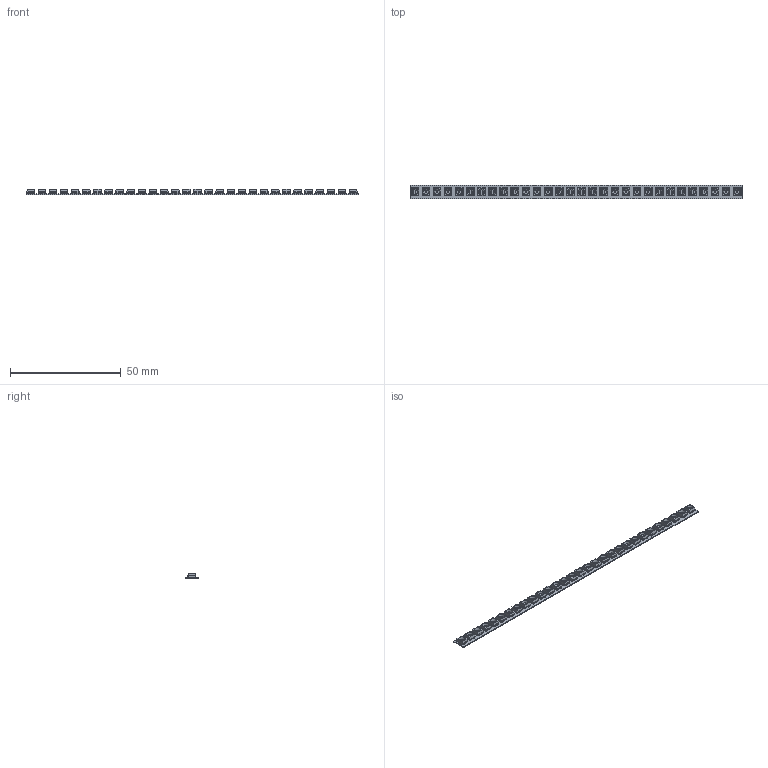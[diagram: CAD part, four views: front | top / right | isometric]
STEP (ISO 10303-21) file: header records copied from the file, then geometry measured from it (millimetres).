
FILE_DESCRIPTION(('Open CASCADE Model'),'2;1');
FILE_NAME('Open CASCADE Shape Model','2023-05-28T21:05:05',('Author'),( 'Open CASCADE'),'Open CASCADE STEP processor 6.8','Open CASCADE 6.8' ,'Unknown');
FILE_SCHEMA(('AUTOMOTIVE_DESIGN { 1 0 10303 214 1 1 1 1 }'));
Products named in the file (1): PCB
Bounding box: 150 x 6 x 2.32 mm (x, y, z)
Volume: 874.2 mm3; surface area: 4011.9 mm2
Topology: 181 solids, 181 shells, 2046 faces, 4842 edges, 3188 vertices
Faces by surface type: plane 1776, cylinder 240, cone 30
Entity records: 58858 total; most frequent: CARTESIAN_POINT 10107, ORIENTED_EDGE 9684, DIRECTION 9446, EDGE_CURVE 4842, LINE 4272, VECTOR 4272, VERTEX_POINT 3188, AXIS2_PLACEMENT_3D 2587
